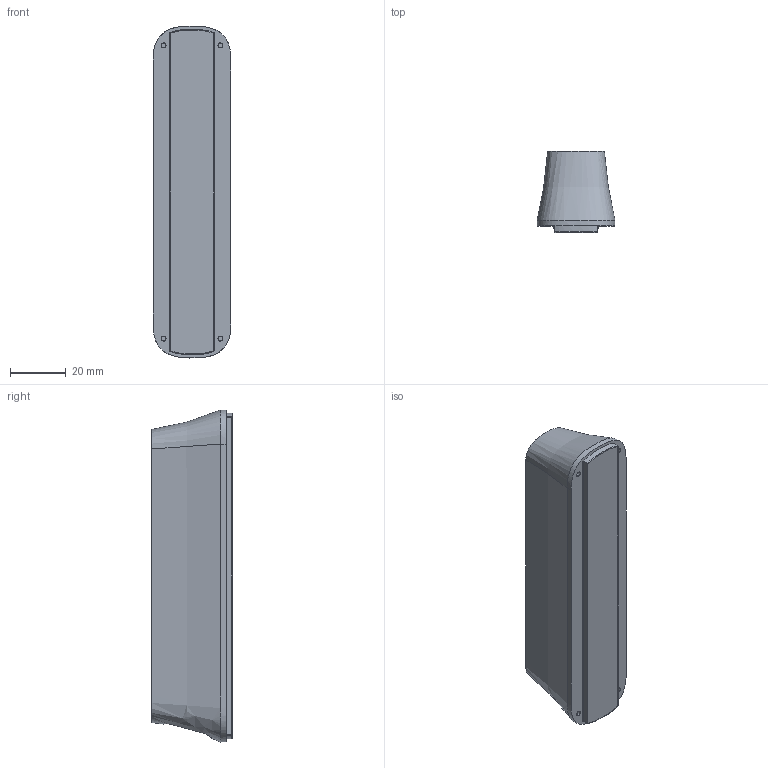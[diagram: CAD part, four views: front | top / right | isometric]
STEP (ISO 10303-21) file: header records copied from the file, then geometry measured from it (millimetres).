
FILE_DESCRIPTION(/* description */ (''),/* implementation_level */ '2;1');
FILE_NAME(/* name */ 'structure_ext_only_simple.stp',/* time_stamp */ '2014-10-02T18:06:58-06:00',/* author */ ('Evan Fletcher'),/* organization */ ('Occipital'),/* preprocessor_version */ 'ST-DEVELOPER v15',/* originating_system */ 'SIEMENS PLM Software NX 9.0',/* authorisation */ '');
FILE_SCHEMA (('AP203_CONFIGURATION_CONTROLLED_3D_DESIGN_OF_MECHANICAL_PARTS_AND_ASSEMBLIES_MIM_LF { 1 0 10303 403 2 1 2}'));
Length unit declared in the file: millimetre
Products named in the file (1): Evan168077B8udf6
Bounding box: 28 x 28.95 x 119.18 mm (x, y, z)
Volume: 70668.7 mm3; surface area: 16567.4 mm2
Topology: 1 solids, 2 shells, 83 faces, 191 edges, 123 vertices
Faces by surface type: bspline 28, plane 26, cylinder 20, cone 9
Full cylindrical faces by diameter (mm): 1.811 x4
Entity records: 4870 total; most frequent: CARTESIAN_POINT 3074, ORIENTED_EDGE 374, DIRECTION 290, EDGE_CURVE 187, VERTEX_POINT 127, AXIS2_PLACEMENT_3D 115, EDGE_LOOP 102, ADVANCED_FACE 83
